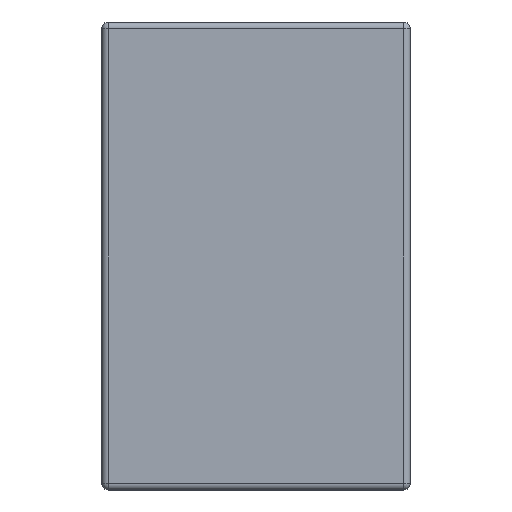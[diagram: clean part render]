
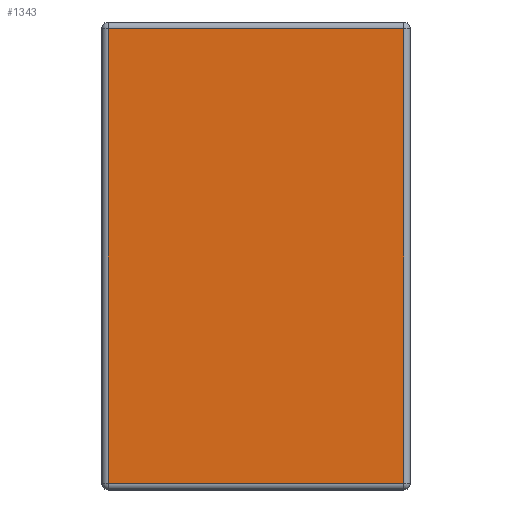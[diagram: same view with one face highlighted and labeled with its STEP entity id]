
A CAD part, left-side view. The second image highlights one B-rep face of the part: STEP entity #1343.
In plain terms, the highlighted planar face has unit normal (-1, 0, 0).
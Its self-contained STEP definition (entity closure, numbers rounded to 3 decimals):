
#77 = CARTESIAN_POINT ( 'NONE',  ( -17.15, 9.1, 0. ) ) ;
#82 = VERTEX_POINT ( 'NONE', #649 ) ;
#84 = CARTESIAN_POINT ( 'NONE',  ( -17.15, 0.2, -13.9 ) ) ;
#171 = EDGE_LOOP ( 'NONE', ( #220, #1650, #1216, #748 ) ) ;
#185 = DIRECTION ( 'NONE',  ( 0., 1., 0. ) ) ;
#220 = ORIENTED_EDGE ( 'NONE', *, *, #432, .T. ) ;
#235 = CARTESIAN_POINT ( 'NONE',  ( -17.15, 9.3, -13.9 ) ) ;
#242 = VERTEX_POINT ( 'NONE', #625 ) ;
#336 = DIRECTION ( 'NONE',  ( 0., 0., 1. ) ) ;
#375 = EDGE_CURVE ( 'NONE', #972, #82, #1304, .T. ) ;
#432 = EDGE_CURVE ( 'NONE', #82, #498, #768, .T. ) ;
#498 = VERTEX_POINT ( 'NONE', #1406 ) ;
#501 = FACE_OUTER_BOUND ( 'NONE', #171, .T. ) ;
#573 = DIRECTION ( 'NONE',  ( -1., 0., 0. ) ) ;
#625 = CARTESIAN_POINT ( 'NONE',  ( -17.15, 9.1, -13.9 ) ) ;
#634 = CARTESIAN_POINT ( 'NONE',  ( -17.15, 0.2, 0. ) ) ;
#649 = CARTESIAN_POINT ( 'NONE',  ( -17.15, 0.2, -0.2 ) ) ;
#687 = DIRECTION ( 'NONE',  ( 0., -1., 0. ) ) ;
#736 = DIRECTION ( 'NONE',  ( 0., 0., 1. ) ) ;
#748 = ORIENTED_EDGE ( 'NONE', *, *, #375, .T. ) ;
#768 = LINE ( 'NONE', #1229, #1576 ) ;
#830 = DIRECTION ( 'NONE',  ( 0., 0., -1. ) ) ;
#866 = CARTESIAN_POINT ( 'NONE',  ( -17.15, 9.3, 0. ) ) ;
#908 = VECTOR ( 'NONE', #336, 1000. ) ;
#955 = EDGE_CURVE ( 'NONE', #242, #972, #1382, .T. ) ;
#957 = VECTOR ( 'NONE', #830, 1000. ) ;
#971 = EDGE_CURVE ( 'NONE', #498, #242, #1838, .T. ) ;
#972 = VERTEX_POINT ( 'NONE', #84 ) ;
#1014 = AXIS2_PLACEMENT_3D ( 'NONE', #866, #573, #736 ) ;
#1026 = PLANE ( 'NONE',  #1014 ) ;
#1216 = ORIENTED_EDGE ( 'NONE', *, *, #955, .T. ) ;
#1229 = CARTESIAN_POINT ( 'NONE',  ( -17.15, 9.3, -0.2 ) ) ;
#1304 = LINE ( 'NONE', #634, #908 ) ;
#1343 = ADVANCED_FACE ( 'NONE', ( #501 ), #1026, .T. ) ;
#1382 = LINE ( 'NONE', #235, #1931 ) ;
#1406 = CARTESIAN_POINT ( 'NONE',  ( -17.15, 9.1, -0.2 ) ) ;
#1576 = VECTOR ( 'NONE', #185, 1000. ) ;
#1650 = ORIENTED_EDGE ( 'NONE', *, *, #971, .T. ) ;
#1838 = LINE ( 'NONE', #77, #957 ) ;
#1931 = VECTOR ( 'NONE', #687, 1000. ) ;
